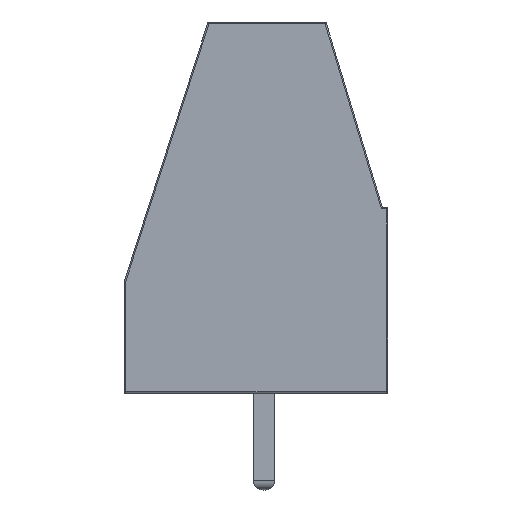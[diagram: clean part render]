
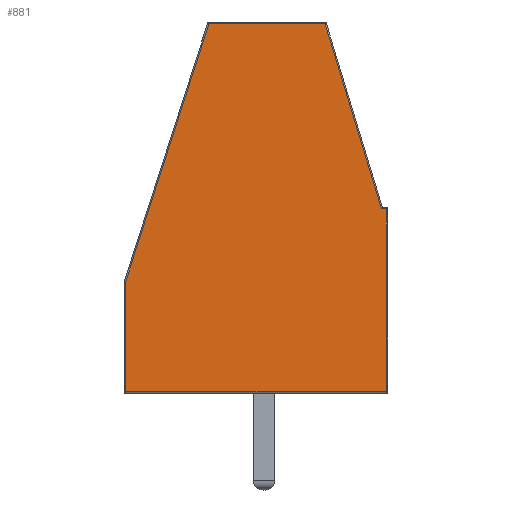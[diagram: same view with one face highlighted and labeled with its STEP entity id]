
A CAD part, left-side view. The second image highlights one B-rep face of the part: STEP entity #881.
In plain terms, the highlighted planar face has unit normal (-1, 0, 0).
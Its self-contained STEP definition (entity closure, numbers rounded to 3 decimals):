
#167 = VERTEX_POINT('',#168);
#168 = CARTESIAN_POINT('',(-2.54,-2.263,13.85));
#183 = EDGE_CURVE('',#184,#167,#186,.T.);
#184 = VERTEX_POINT('',#185);
#185 = CARTESIAN_POINT('',(-2.54,-4.363,6.95));
#186 = LINE('',#187,#188);
#187 = CARTESIAN_POINT('',(-2.54,-4.352,6.985));
#188 = VECTOR('',#189,1.);
#189 = DIRECTION('',(0.,0.291,0.957));
#861 = VERTEX_POINT('',#862);
#862 = CARTESIAN_POINT('',(-2.54,-4.55,6.95));
#871 = EDGE_CURVE('',#861,#184,#872,.T.);
#872 = LINE('',#873,#874);
#873 = CARTESIAN_POINT('',(-2.54,-4.6,6.95));
#874 = VECTOR('',#875,1.);
#875 = DIRECTION('',(0.,1.,0.));
#881 = ADVANCED_FACE('',(#882),#924,.T.);
#882 = FACE_BOUND('',#883,.T.);
#883 = EDGE_LOOP('',(#884,#892,#893,#894,#902,#910,#918));
#884 = ORIENTED_EDGE('',*,*,#885,.T.);
#885 = EDGE_CURVE('',#886,#861,#888,.T.);
#886 = VERTEX_POINT('',#887);
#887 = CARTESIAN_POINT('',(-2.54,-4.55,0.15));
#888 = LINE('',#889,#890);
#889 = CARTESIAN_POINT('',(-2.54,-4.55,0.1));
#890 = VECTOR('',#891,1.);
#891 = DIRECTION('',(0.,0.,1.));
#892 = ORIENTED_EDGE('',*,*,#871,.T.);
#893 = ORIENTED_EDGE('',*,*,#183,.T.);
#894 = ORIENTED_EDGE('',*,*,#895,.T.);
#895 = EDGE_CURVE('',#167,#896,#898,.T.);
#896 = VERTEX_POINT('',#897);
#897 = CARTESIAN_POINT('',(-2.54,2.044,13.85));
#898 = LINE('',#899,#900);
#899 = CARTESIAN_POINT('',(-2.54,-2.3,13.85));
#900 = VECTOR('',#901,1.);
#901 = DIRECTION('',(0.,1.,0.));
#902 = ORIENTED_EDGE('',*,*,#903,.T.);
#903 = EDGE_CURVE('',#896,#904,#906,.T.);
#904 = VERTEX_POINT('',#905);
#905 = CARTESIAN_POINT('',(-2.54,5.15,4.232));
#906 = LINE('',#907,#908);
#907 = CARTESIAN_POINT('',(-2.54,2.032,13.885));
#908 = VECTOR('',#909,1.);
#909 = DIRECTION('',(0.,0.307,-0.952));
#910 = ORIENTED_EDGE('',*,*,#911,.T.);
#911 = EDGE_CURVE('',#904,#912,#914,.T.);
#912 = VERTEX_POINT('',#913);
#913 = CARTESIAN_POINT('',(-2.54,5.15,0.15));
#914 = LINE('',#915,#916);
#915 = CARTESIAN_POINT('',(-2.54,5.15,4.24));
#916 = VECTOR('',#917,1.);
#917 = DIRECTION('',(0.,0.,-1.));
#918 = ORIENTED_EDGE('',*,*,#919,.T.);
#919 = EDGE_CURVE('',#912,#886,#920,.T.);
#920 = LINE('',#921,#922);
#921 = CARTESIAN_POINT('',(-2.54,5.2,0.15));
#922 = VECTOR('',#923,1.);
#923 = DIRECTION('',(0.,-1.,0.));
#924 = PLANE('',#925);
#925 = AXIS2_PLACEMENT_3D('',#926,#927,#928);
#926 = CARTESIAN_POINT('',(-2.54,0.097,6.175));
#927 = DIRECTION('',(-1.,0.,0.));
#928 = DIRECTION('',(0.,0.,-1.));
